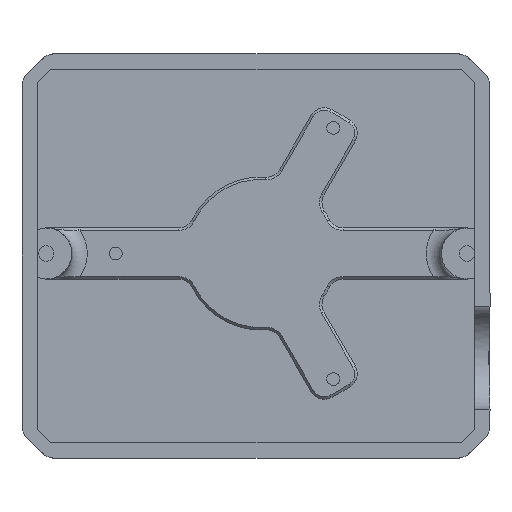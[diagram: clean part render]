
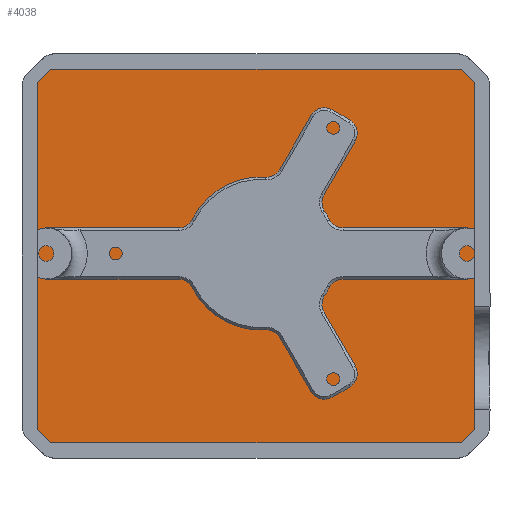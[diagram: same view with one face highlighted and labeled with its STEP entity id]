
A CAD part, front view. The second image highlights one B-rep face of the part: STEP entity #4038.
In plain terms, the highlighted planar face has unit normal (0, -1, 0).
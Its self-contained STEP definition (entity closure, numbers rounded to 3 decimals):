
#250=PLANE('',#4454);
#484=FACE_OUTER_BOUND('',#729,.T.);
#729=EDGE_LOOP('',(#3641,#3642,#3643,#3644,#3645,#3646,#3647,#3648));
#1077=LINE('',#12029,#1417);
#1078=LINE('',#12031,#1418);
#1079=LINE('',#12033,#1419);
#1080=LINE('',#12035,#1420);
#1081=LINE('',#12037,#1421);
#1082=LINE('',#12039,#1422);
#1083=LINE('',#12041,#1423);
#1084=LINE('',#12042,#1424);
#1417=VECTOR('',#5505,10.);
#1418=VECTOR('',#5506,10.);
#1419=VECTOR('',#5507,10.);
#1420=VECTOR('',#5508,10.);
#1421=VECTOR('',#5509,10.);
#1422=VECTOR('',#5510,10.);
#1423=VECTOR('',#5511,10.);
#1424=VECTOR('',#5512,10.);
#1969=VERTEX_POINT('',#12027);
#1970=VERTEX_POINT('',#12028);
#1971=VERTEX_POINT('',#12030);
#1972=VERTEX_POINT('',#12032);
#1973=VERTEX_POINT('',#12034);
#1974=VERTEX_POINT('',#12036);
#1975=VERTEX_POINT('',#12038);
#1976=VERTEX_POINT('',#12040);
#2540=EDGE_CURVE('',#1969,#1970,#1077,.T.);
#2541=EDGE_CURVE('',#1970,#1971,#1078,.T.);
#2542=EDGE_CURVE('',#1971,#1972,#1079,.T.);
#2543=EDGE_CURVE('',#1972,#1973,#1080,.T.);
#2544=EDGE_CURVE('',#1973,#1974,#1081,.T.);
#2545=EDGE_CURVE('',#1974,#1975,#1082,.T.);
#2546=EDGE_CURVE('',#1975,#1976,#1083,.T.);
#2547=EDGE_CURVE('',#1976,#1969,#1084,.T.);
#3641=ORIENTED_EDGE('',*,*,#2540,.T.);
#3642=ORIENTED_EDGE('',*,*,#2541,.T.);
#3643=ORIENTED_EDGE('',*,*,#2542,.T.);
#3644=ORIENTED_EDGE('',*,*,#2543,.T.);
#3645=ORIENTED_EDGE('',*,*,#2544,.T.);
#3646=ORIENTED_EDGE('',*,*,#2545,.T.);
#3647=ORIENTED_EDGE('',*,*,#2546,.T.);
#3648=ORIENTED_EDGE('',*,*,#2547,.T.);
#4038=ADVANCED_FACE('',(#484),#250,.F.);
#4454=AXIS2_PLACEMENT_3D('',#12026,#5503,#5504);
#5503=DIRECTION('center_axis',(0.,1.,0.));
#5504=DIRECTION('ref_axis',(-1.,0.,0.));
#5505=DIRECTION('',(-0.707,0.,0.707));
#5506=DIRECTION('',(-1.,0.,0.));
#5507=DIRECTION('',(-0.707,0.,-0.707));
#5508=DIRECTION('',(0.,0.,-1.));
#5509=DIRECTION('',(0.707,0.,-0.707));
#5510=DIRECTION('',(1.,0.,0.));
#5511=DIRECTION('',(0.707,0.,0.707));
#5512=DIRECTION('',(0.,0.,1.));
#12026=CARTESIAN_POINT('Origin',(-144.17,303.94,378.423));
#12027=CARTESIAN_POINT('',(-101.34,303.94,412.343));
#12028=CARTESIAN_POINT('',(-103.997,303.94,415.));
#12029=CARTESIAN_POINT('',(-103.567,303.94,414.571));
#12030=CARTESIAN_POINT('',(-184.343,303.94,415.));
#12031=CARTESIAN_POINT('',(-124.083,303.94,415.));
#12032=CARTESIAN_POINT('',(-187.,303.94,412.343));
#12033=CARTESIAN_POINT('',(-183.444,303.94,415.899));
#12034=CARTESIAN_POINT('',(-187.,303.94,344.504));
#12035=CARTESIAN_POINT('',(-187.,303.94,376.329));
#12036=CARTESIAN_POINT('',(-184.343,303.94,341.847));
#12037=CARTESIAN_POINT('',(-184.772,303.94,342.276));
#12038=CARTESIAN_POINT('',(-103.997,303.94,341.847));
#12039=CARTESIAN_POINT('',(-164.256,303.94,341.847));
#12040=CARTESIAN_POINT('',(-101.34,303.94,344.504));
#12041=CARTESIAN_POINT('',(-104.896,303.94,340.948));
#12042=CARTESIAN_POINT('',(-101.34,303.94,381.053));
